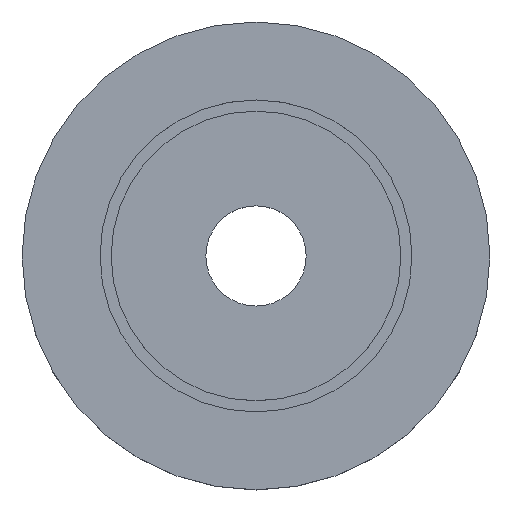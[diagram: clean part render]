
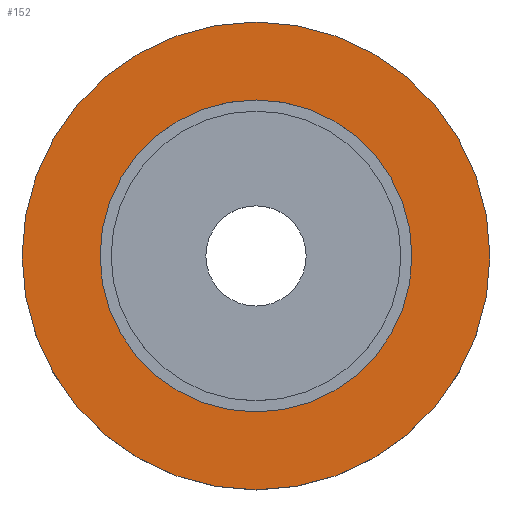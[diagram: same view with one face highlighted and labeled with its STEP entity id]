
A CAD part, top view. The second image highlights one B-rep face of the part: STEP entity #152.
In plain terms, the highlighted planar face has unit normal (0, 0, 1).
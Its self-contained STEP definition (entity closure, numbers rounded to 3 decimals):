
#17=FACE_BOUND('',#50,.T.);
#21=PLANE('',#186);
#36=FACE_OUTER_BOUND('',#49,.T.);
#49=EDGE_LOOP('',(#132));
#50=EDGE_LOOP('',(#133));
#74=CIRCLE('',#182,10.5);
#76=CIRCLE('',#187,7.);
#85=VERTEX_POINT('',#269);
#87=VERTEX_POINT('',#277);
#100=EDGE_CURVE('',#85,#85,#74,.T.);
#103=EDGE_CURVE('',#87,#87,#76,.T.);
#132=ORIENTED_EDGE('',*,*,#100,.F.);
#133=ORIENTED_EDGE('',*,*,#103,.F.);
#152=ADVANCED_FACE('',(#36,#17),#21,.T.);
#182=AXIS2_PLACEMENT_3D('',#270,#222,#223);
#186=AXIS2_PLACEMENT_3D('',#276,#231,#232);
#187=AXIS2_PLACEMENT_3D('',#278,#233,#234);
#222=DIRECTION('center_axis',(0.,0.,-1.));
#223=DIRECTION('ref_axis',(1.,0.,0.));
#231=DIRECTION('center_axis',(0.,0.,1.));
#232=DIRECTION('ref_axis',(1.,0.,0.));
#233=DIRECTION('center_axis',(0.,0.,1.));
#234=DIRECTION('ref_axis',(-1.,0.,0.));
#269=CARTESIAN_POINT('',(-10.5,10.,4.));
#270=CARTESIAN_POINT('Origin',(0.,10.,4.));
#276=CARTESIAN_POINT('Origin',(0.,10.,4.));
#277=CARTESIAN_POINT('',(7.,10.,4.));
#278=CARTESIAN_POINT('Origin',(0.,10.,4.));
